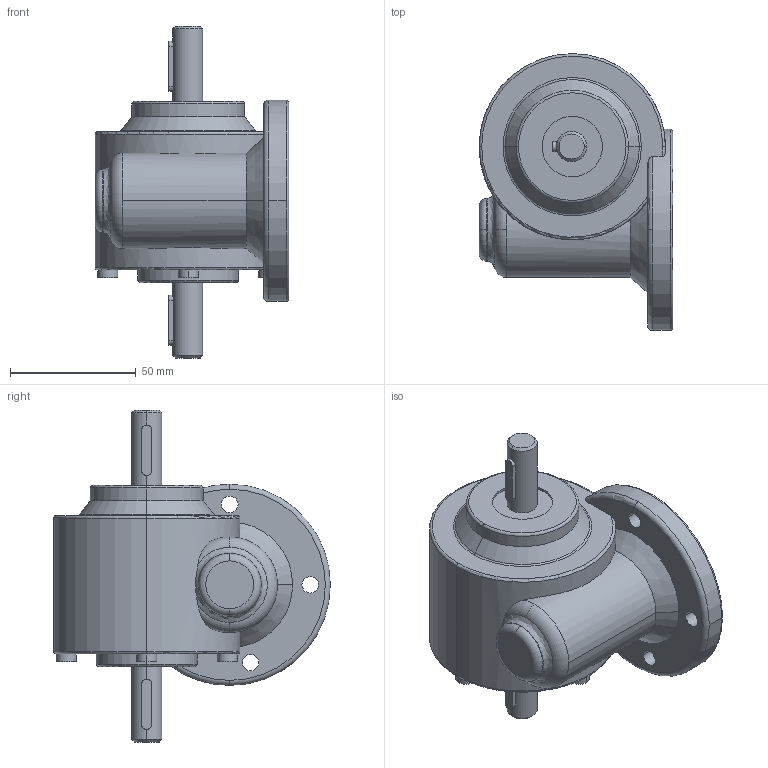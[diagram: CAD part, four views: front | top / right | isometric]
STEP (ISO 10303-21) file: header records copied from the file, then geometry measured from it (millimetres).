
FILE_DESCRIPTION(('STEP AP214'),'1');
FILE_NAME('tmp0.STEP','2015-06-16T13:58:36',(' '),(' '),'Spatial InterOp 3D',' ',' ');
FILE_SCHEMA(('automotive_design'));
Length unit declared in the file: millimetre
Products named in the file (1): 5
Bounding box: 77 x 110 x 132 mm (x, y, z)
Volume: 280476.5 mm3; surface area: 46086.4 mm2
Topology: 1 solids, 1 shells, 200 faces, 519 edges, 336 vertices
Faces by surface type: plane 98, cylinder 66, torus 22, cone 13, bspline 1
Entity records: 8602 total; most frequent: CARTESIAN_POINT 1988, DIRECTION 1061, ORIENTED_EDGE 1032, EDGE_CURVE 516, AXIS2_PLACEMENT_3D 384, VERTEX_POINT 336, LINE 293, VECTOR 293
